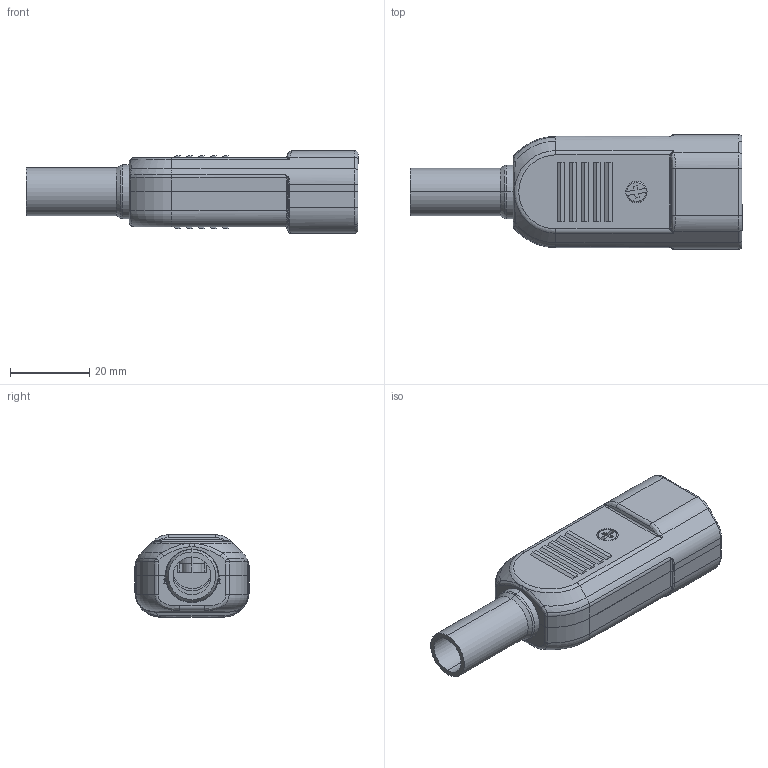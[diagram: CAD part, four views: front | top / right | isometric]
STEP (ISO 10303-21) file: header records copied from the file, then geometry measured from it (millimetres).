
FILE_DESCRIPTION (( 'STEP AP214' ), '1' );
FILE_NAME ('IO-C14.STEP', '2023-03-17T09:09:14', ( 'xe' ), ( '' ), 'SwSTEP 2.0', 'SolidWorks 2008', '' );
FILE_SCHEMA (( 'AUTOMOTIVE_DESIGN' ));
Length unit declared in the file: millimetre
Products named in the file (1): IO-C14
Bounding box: 83.6 x 28.8 x 20.7 mm (x, y, z)
Volume: 13196.1 mm3; surface area: 17257 mm2
Topology: 8 solids, 8 shells, 676 faces, 1763 edges, 1121 vertices
Faces by surface type: plane 424, cylinder 147, bspline 41, torus 32, cone 32
Entity records: 27894 total; most frequent: CARTESIAN_POINT 5428, ORIENTED_EDGE 3502, DIRECTION 3284, EDGE_CURVE 1751, VECTOR 1242, LINE 1242, VERTEX_POINT 1121, AXIS2_PLACEMENT_3D 1021
